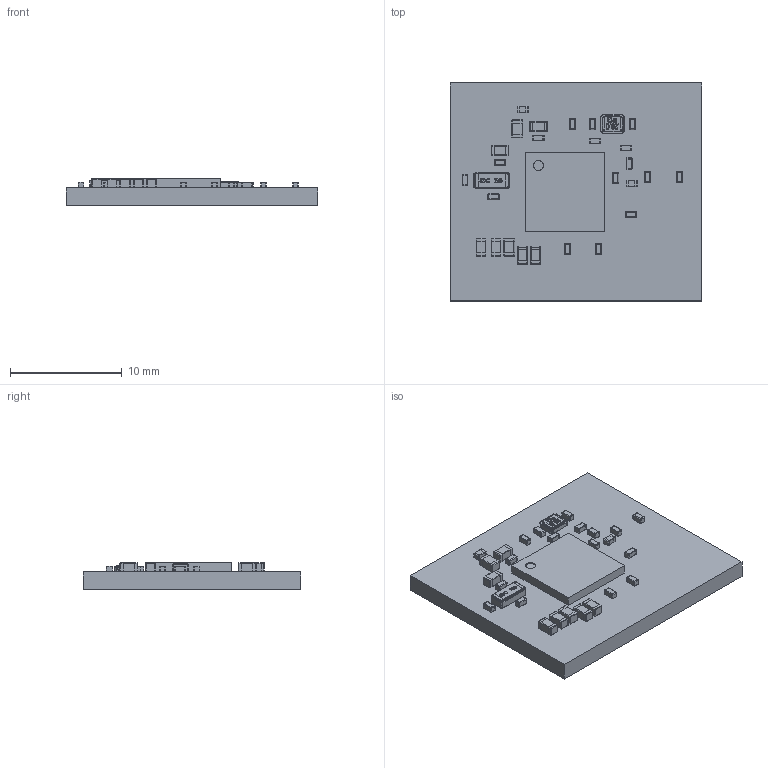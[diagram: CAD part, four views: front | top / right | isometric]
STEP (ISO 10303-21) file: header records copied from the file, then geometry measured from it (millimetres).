
FILE_DESCRIPTION(('Open CASCADE Model'),'2;1');
FILE_NAME('Open CASCADE Shape Model','2020-03-31T09:07:14',('Author'),( 'Open CASCADE'),'Open CASCADE STEP processor 6.8','Open CASCADE 6.8' ,'Unknown');
FILE_SCHEMA(('AUTOMOTIVE_DESIGN { 1 0 10303 214 1 1 1 1 }'));
Length unit declared in the file: millimetre
Products named in the file (47): PCB; Board; Open CASCADE STEP translator 6.8 1.1.1; C4; User_Library-0402(1005M)_Cap; C10; L1; User_Library-Chip_Inductor_0402; C3; C22; C13; C12; C20; User_Library-Chip_Capacitor_0603; C19; C18; C17; C11; C5; C6; C8; C1; X1; 2016; 6265525632; Extruded; C9; C7; C2; U1; 5738305616; Open_CASCADE_STEP_translator_6.8_9.1; Body; Open_CASCADE_STEP_translator_6.8_9.2.1; pinShape; X2; User_Library-Siward_SX3215; 6265522272; C15; C14 ...
Assembly tree (251 placements, depth 5):
  PCB
    Board
      Open CASCADE STEP translator 6.8 1.1.1
    C4
      User_Library-0402(1005M)_Cap
    C10
      User_Library-0402(1005M)_Cap
    L1
      User_Library-Chip_Inductor_0402
    C3
      User_Library-0402(1005M)_Cap
    C22
      User_Library-0402(1005M)_Cap
    C13
      User_Library-0402(1005M)_Cap
    C12
      User_Library-0402(1005M)_Cap
    C20
      User_Library-Chip_Capacitor_0603
    C19
      User_Library-Chip_Capacitor_0603
    C18
      User_Library-0402(1005M)_Cap
    C17
      User_Library-0402(1005M)_Cap
    C11
      User_Library-0402(1005M)_Cap
    C5
      User_Library-0402(1005M)_Cap
    C6
      User_Library-Chip_Capacitor_0603
    C8
      User_Library-0402(1005M)_Cap
    C1
      User_Library-0402(1005M)_Cap
    X1
      2016
      6265525632
        Extruded
    C9
      User_Library-0402(1005M)_Cap
    C7
      User_Library-0402(1005M)_Cap
    C2
      User_Library-0402(1005M)_Cap
    U1
      5738305616
        Open_CASCADE_STEP_translator_6.8_9.1
        Body
          Open_CASCADE_STEP_translator_6.8_9.2.1
        pinShape  x184
    X2
      User_Library-Siward_SX3215
      6265522272
        Extruded
    C15
      User_Library-Chip_Capacitor_0603
    C14
      User_Library-Chip_Capacitor_0603
    L4
Bounding box: 22.5 x 19.5 x 2.45 mm (x, y, z)
Volume: 767.1 mm3; surface area: 1322.2 mm2
Topology: 258 solids, 259 shells, 3261 faces, 7210 edges, 4391 vertices
Faces by surface type: plane 1488, bspline 911, cylinder 758, sphere 80, torus 24
Full cylindrical faces by diameter (mm): 0.25 x184, 0.887 x1
Entity records: 30795 total; most frequent: CARTESIAN_POINT 11757, ORIENTED_EDGE 2875, DIRECTION 2849, EDGE_CURVE 1438, AXIS2_PLACEMENT_3D 979, VERTEX_POINT 895, LINE 891, VECTOR 891
